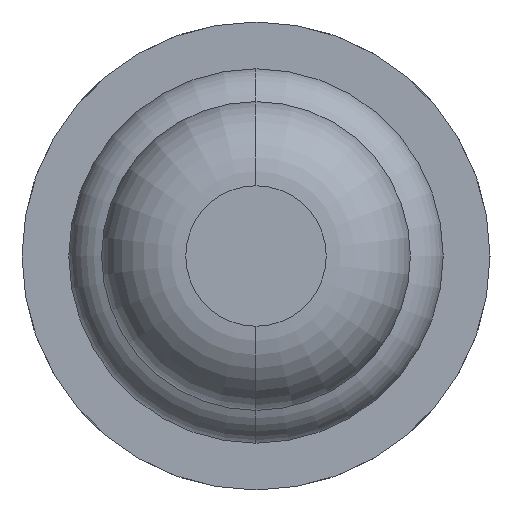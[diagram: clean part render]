
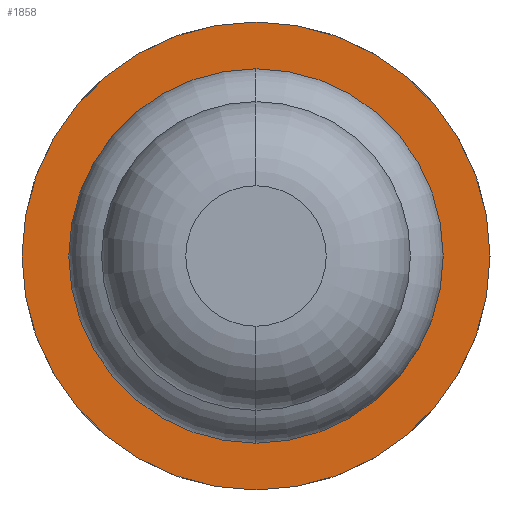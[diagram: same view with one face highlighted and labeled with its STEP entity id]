
A CAD part, front view. The second image highlights one B-rep face of the part: STEP entity #1858.
In plain terms, the highlighted planar face has unit normal (0, -1, 0).
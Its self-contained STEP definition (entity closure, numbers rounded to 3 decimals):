
#196 = DIRECTION ( 'NONE',  ( 0., -1., 0. ) ) ;
#280 = ORIENTED_EDGE ( 'NONE', *, *, #3745, .F. ) ;
#322 = CIRCLE ( 'NONE', #3404, 1.25 ) ;
#324 = CIRCLE ( 'NONE', #4055, 0.5 ) ;
#359 = DIRECTION ( 'NONE',  ( 0., 0., -1. ) ) ;
#445 = EDGE_CURVE ( 'Defeature ausgef�hrt4_16+Defeature ausgef�hrt4_15+Defeature ausgef�hrt4_15+Defeature ausgef�hrt4_15', #1845, #2850, #3152, .T. ) ;
#809 = DIRECTION ( 'NONE',  ( 0., -1., 0. ) ) ;
#1015 = DIRECTION ( 'NONE',  ( 0., 0., -1. ) ) ;
#1040 = VERTEX_POINT ( 'NONE', #2146 ) ;
#1206 = CARTESIAN_POINT ( 'NONE',  ( 0., 5.3, 1.25 ) ) ;
#1227 = CARTESIAN_POINT ( 'NONE',  ( 0., 5.3, 0. ) ) ;
#1311 = VERTEX_POINT ( 'NONE', #4560 ) ;
#1608 = CARTESIAN_POINT ( 'NONE',  ( 0., 5.3, 0. ) ) ;
#1627 = EDGE_CURVE ( 'Defeature ausgef�hrt4_0+Defeature ausgef�hrt4_16+Defeature ausgef�hrt4_16+Defeature ausgef�hrt4_16', #1311, #1040, #324, .T. ) ;
#1845 = VERTEX_POINT ( 'NONE', #3765 ) ;
#1858 = ADVANCED_FACE ( 'Defeature ausgef�hrt4_16', ( #2660, #2859 ), #2674, .T. ) ;
#1860 = CIRCLE ( 'NONE', #3225, 0.5 ) ;
#1874 = DIRECTION ( 'NONE',  ( 0., 0., -1. ) ) ;
#1886 = ORIENTED_EDGE ( 'NONE', *, *, #3147, .T. ) ;
#2146 = CARTESIAN_POINT ( 'NONE',  ( 0., 5.3, 0.5 ) ) ;
#2377 = EDGE_LOOP ( 'NONE', ( #4360, #1886 ) ) ;
#2609 = AXIS2_PLACEMENT_3D ( 'NONE', #3123, #3823, #1874 ) ;
#2637 = CARTESIAN_POINT ( 'NONE',  ( 0.5, 5.3, 0. ) ) ;
#2660 = FACE_OUTER_BOUND ( 'NONE', #2377, .T. ) ;
#2674 = PLANE ( 'NONE',  #4225 ) ;
#2850 = VERTEX_POINT ( 'NONE', #1206 ) ;
#2859 = FACE_BOUND ( 'NONE', #4012, .T. ) ;
#3040 = DIRECTION ( 'NONE',  ( 0., -1., 0. ) ) ;
#3123 = CARTESIAN_POINT ( 'NONE',  ( 0., 5.3, 0. ) ) ;
#3147 = EDGE_CURVE ( 'Defeature ausgef�hrt4_16+Defeature ausgef�hrt4_15+Defeature ausgef�hrt4_15+Defeature ausgef�hrt4_15', #2850, #1845, #322, .T. ) ;
#3152 = CIRCLE ( 'NONE', #2609, 1.25 ) ;
#3225 = AXIS2_PLACEMENT_3D ( 'NONE', #1608, #4439, #359 ) ;
#3404 = AXIS2_PLACEMENT_3D ( 'NONE', #5022, #196, #5036 ) ;
#3444 = ORIENTED_EDGE ( 'NONE', *, *, #1627, .F. ) ;
#3712 = DIRECTION ( 'NONE',  ( 0., 0., -1. ) ) ;
#3745 = EDGE_CURVE ( 'Defeature ausgef�hrt4_0+Defeature ausgef�hrt4_16+Defeature ausgef�hrt4_16+Defeature ausgef�hrt4_16', #1040, #1311, #1860, .T. ) ;
#3765 = CARTESIAN_POINT ( 'NONE',  ( 0., 5.3, -1.25 ) ) ;
#3823 = DIRECTION ( 'NONE',  ( 0., -1., 0. ) ) ;
#4012 = EDGE_LOOP ( 'NONE', ( #3444, #280 ) ) ;
#4055 = AXIS2_PLACEMENT_3D ( 'NONE', #1227, #809, #3712 ) ;
#4225 = AXIS2_PLACEMENT_3D ( 'NONE', #2637, #3040, #1015 ) ;
#4360 = ORIENTED_EDGE ( 'NONE', *, *, #445, .T. ) ;
#4439 = DIRECTION ( 'NONE',  ( 0., -1., 0. ) ) ;
#4560 = CARTESIAN_POINT ( 'NONE',  ( 0., 5.3, -0.5 ) ) ;
#5022 = CARTESIAN_POINT ( 'NONE',  ( 0., 5.3, 0. ) ) ;
#5036 = DIRECTION ( 'NONE',  ( 0., 0., -1. ) ) ;
